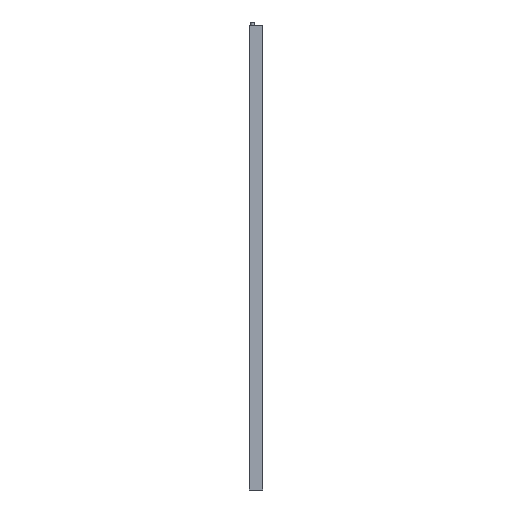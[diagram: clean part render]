
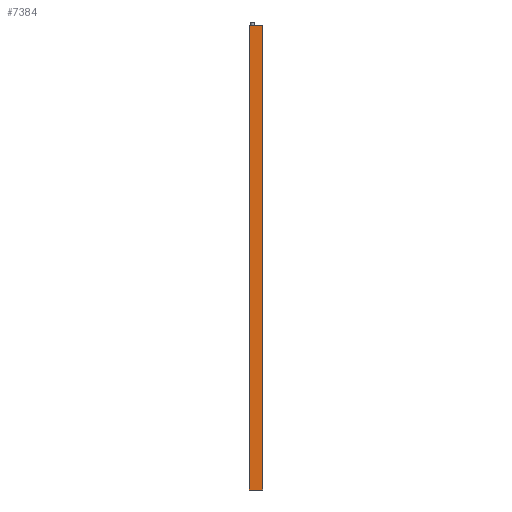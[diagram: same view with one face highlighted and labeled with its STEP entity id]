
A CAD part, left-side view. The second image highlights one B-rep face of the part: STEP entity #7384.
In plain terms, the highlighted planar face has unit normal (-1, 0.003, 0).
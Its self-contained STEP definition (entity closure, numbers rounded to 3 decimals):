
#133 = EDGE_CURVE ( 'NONE', #507, #7027, #20632, .T. ) ;
#223 = DIRECTION ( 'NONE',  ( 0.003, 1., 0. ) ) ;
#451 = VECTOR ( 'NONE', #3510, 1000. ) ;
#507 = VERTEX_POINT ( 'NONE', #14223 ) ;
#861 = CARTESIAN_POINT ( 'NONE',  ( -6.401, -0.198, -1050. ) ) ;
#1099 = EDGE_LOOP ( 'NONE', ( #7586, #28528, #22552, #13147 ) ) ;
#3510 = DIRECTION ( 'NONE',  ( 0., 0., -1. ) ) ;
#5076 = DIRECTION ( 'NONE',  ( 0.003, 1., 0. ) ) ;
#6749 = LINE ( 'NONE', #34272, #451 ) ;
#7027 = VERTEX_POINT ( 'NONE', #32996 ) ;
#7384 = ADVANCED_FACE ( 'NONE', ( #27685 ), #35671, .F. ) ;
#7586 = ORIENTED_EDGE ( 'NONE', *, *, #16183, .T. ) ;
#8324 = CARTESIAN_POINT ( 'NONE',  ( -6.4, 0.002, -1050. ) ) ;
#10028 = CARTESIAN_POINT ( 'NONE',  ( -6.4, 0.002, -1050. ) ) ;
#11600 = LINE ( 'NONE', #28239, #34238 ) ;
#11934 = CARTESIAN_POINT ( 'NONE',  ( -6.498, -29.5, -1050. ) ) ;
#12739 = DIRECTION ( 'NONE',  ( 0.003, 1., 0. ) ) ;
#13147 = ORIENTED_EDGE ( 'NONE', *, *, #133, .T. ) ;
#14223 = CARTESIAN_POINT ( 'NONE',  ( -6.498, -29.5, -1050. ) ) ;
#15768 = VERTEX_POINT ( 'NONE', #20657 ) ;
#16183 = EDGE_CURVE ( 'NONE', #7027, #15768, #11600, .T. ) ;
#18839 = DIRECTION ( 'NONE',  ( 1., -0.003, 0. ) ) ;
#20145 = VECTOR ( 'NONE', #30943, 1000. ) ;
#20363 = LINE ( 'NONE', #10028, #28890 ) ;
#20632 = LINE ( 'NONE', #11934, #20145 ) ;
#20657 = CARTESIAN_POINT ( 'NONE',  ( -6.401, -0.198, 0. ) ) ;
#22552 = ORIENTED_EDGE ( 'NONE', *, *, #24510, .F. ) ;
#24510 = EDGE_CURVE ( 'NONE', #507, #29692, #20363, .T. ) ;
#27685 = FACE_OUTER_BOUND ( 'NONE', #1099, .T. ) ;
#28239 = CARTESIAN_POINT ( 'NONE',  ( -6.4, 0.002, 0. ) ) ;
#28483 = AXIS2_PLACEMENT_3D ( 'NONE', #8324, #18839, #5076 ) ;
#28528 = ORIENTED_EDGE ( 'NONE', *, *, #33758, .T. ) ;
#28890 = VECTOR ( 'NONE', #12739, 1000. ) ;
#29692 = VERTEX_POINT ( 'NONE', #861 ) ;
#30943 = DIRECTION ( 'NONE',  ( 0., 0., 1. ) ) ;
#32996 = CARTESIAN_POINT ( 'NONE',  ( -6.498, -29.5, 0. ) ) ;
#33758 = EDGE_CURVE ( 'NONE', #15768, #29692, #6749, .T. ) ;
#34238 = VECTOR ( 'NONE', #223, 1000. ) ;
#34272 = CARTESIAN_POINT ( 'NONE',  ( -6.401, -0.198, -1050. ) ) ;
#35671 = PLANE ( 'NONE',  #28483 ) ;
